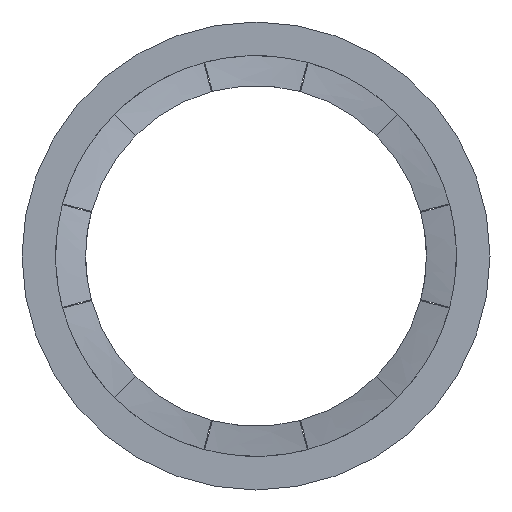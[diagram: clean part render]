
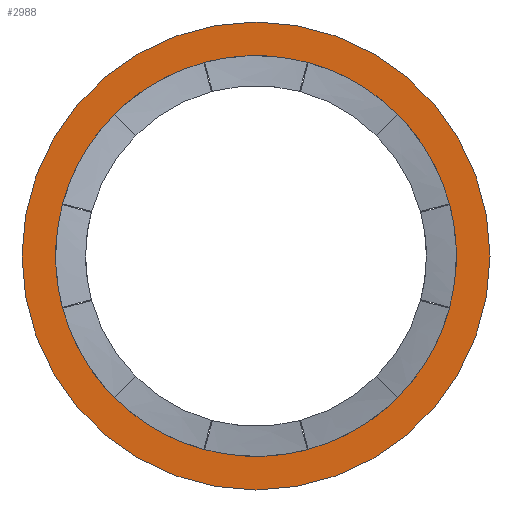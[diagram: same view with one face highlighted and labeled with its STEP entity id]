
A CAD part, left-side view. The second image highlights one B-rep face of the part: STEP entity #2988.
In plain terms, the highlighted planar face has unit normal (-1, 0, 0).
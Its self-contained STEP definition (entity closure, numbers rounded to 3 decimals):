
#72=CARTESIAN_POINT('',(15.47,6.25,6.25));
#73=VERTEX_POINT('',#72);
#98=CARTESIAN_POINT('',(15.47,-6.25,6.25));
#99=VERTEX_POINT('',#98);
#106=CARTESIAN_POINT('',(15.47,0.,0.));
#107=VERTEX_POINT('',#106);
#108=CARTESIAN_POINT('',(15.47,0.,6.25));
#109=DIRECTION('',(1.0,0.0,0.0));
#110=DIRECTION('',(0.0,1.0,0.0));
#111=AXIS2_PLACEMENT_3D('',#108,#109,#110);
#112=CIRCLE('',#111,6.25);
#113=EDGE_CURVE('',#99,#107,#112,.T.);
#115=CARTESIAN_POINT('',(15.47,0.,6.25));
#116=DIRECTION('',(1.0,0.0,0.0));
#117=DIRECTION('',(0.0,1.0,0.0));
#118=AXIS2_PLACEMENT_3D('',#115,#116,#117);
#119=CIRCLE('',#118,6.25);
#120=EDGE_CURVE('',#107,#73,#119,.T.);
#131=CARTESIAN_POINT('',(15.47,0.,6.25));
#132=DIRECTION('',(1.0,0.0,0.0));
#133=DIRECTION('',(0.0,1.0,0.0));
#134=AXIS2_PLACEMENT_3D('',#131,#132,#133);
#135=CIRCLE('',#134,6.25);
#136=EDGE_CURVE('',#73,#99,#135,.T.);
#154=CARTESIAN_POINT('',(15.47,5.165,7.644));
#155=VERTEX_POINT('',#154);
#156=CARTESIAN_POINT('',(15.47,5.343,5.983));
#157=VERTEX_POINT('',#156);
#158=CARTESIAN_POINT('',(15.47,0.,6.25));
#159=DIRECTION('',(-1.0,0.0,0.0));
#160=DIRECTION('',(0.0,1.0,0.0));
#161=AXIS2_PLACEMENT_3D('',#158,#159,#160);
#162=CIRCLE('',#161,5.35);
#163=EDGE_CURVE('',#155,#157,#162,.T.);
#249=CARTESIAN_POINT('',(15.47,5.17,4.874));
#250=VERTEX_POINT('',#249);
#257=CARTESIAN_POINT('',(15.47,4.494,3.347));
#258=VERTEX_POINT('',#257);
#259=CARTESIAN_POINT('',(15.47,0.,6.25));
#260=DIRECTION('',(-1.0,0.0,0.0));
#261=DIRECTION('',(0.0,1.0,0.0));
#262=AXIS2_PLACEMENT_3D('',#259,#260,#261);
#263=CIRCLE('',#262,5.35);
#264=EDGE_CURVE('',#250,#258,#263,.T.);
#368=CARTESIAN_POINT('',(15.47,-5.165,4.856));
#369=VERTEX_POINT('',#368);
#376=CARTESIAN_POINT('',(15.47,-5.343,6.517));
#377=VERTEX_POINT('',#376);
#378=CARTESIAN_POINT('',(15.47,0.,6.25));
#379=DIRECTION('',(-1.0,0.0,0.0));
#380=DIRECTION('',(0.0,1.0,0.0));
#381=AXIS2_PLACEMENT_3D('',#378,#379,#380);
#382=CIRCLE('',#381,5.35);
#383=EDGE_CURVE('',#369,#377,#382,.T.);
#431=CARTESIAN_POINT('',(15.47,-5.17,7.626));
#432=VERTEX_POINT('',#431);
#439=CARTESIAN_POINT('',(15.47,-4.494,9.153));
#440=VERTEX_POINT('',#439);
#441=CARTESIAN_POINT('',(15.47,0.,6.25));
#442=DIRECTION('',(-1.0,0.0,0.0));
#443=DIRECTION('',(0.0,1.0,0.0));
#444=AXIS2_PLACEMENT_3D('',#441,#442,#443);
#445=CIRCLE('',#444,5.35);
#446=EDGE_CURVE('',#432,#440,#445,.T.);
#1190=CARTESIAN_POINT('',(15.47,-2.44,11.011));
#1191=VERTEX_POINT('',#1190);
#1288=CARTESIAN_POINT('',(15.47,0.267,11.593));
#1289=VERTEX_POINT('',#1288);
#1386=CARTESIAN_POINT('',(15.47,2.903,10.744));
#1387=VERTEX_POINT('',#1386);
#1484=CARTESIAN_POINT('',(15.47,4.761,8.69));
#1485=VERTEX_POINT('',#1484);
#1725=CARTESIAN_POINT('',(15.47,2.44,1.489));
#1726=VERTEX_POINT('',#1725);
#1823=CARTESIAN_POINT('',(15.47,-0.267,0.907));
#1824=VERTEX_POINT('',#1823);
#1921=CARTESIAN_POINT('',(15.47,-2.903,1.756));
#1922=VERTEX_POINT('',#1921);
#2019=CARTESIAN_POINT('',(15.47,-4.761,3.81));
#2020=VERTEX_POINT('',#2019);
#2636=CARTESIAN_POINT('',(15.47,0.,6.25));
#2637=DIRECTION('',(1.0,0.0,0.0));
#2638=DIRECTION('',(0.0,0.0,-1.0));
#2639=AXIS2_PLACEMENT_3D('',#2636,#2637,#2638);
#2640=CIRCLE('',#2639,5.35);
#2641=EDGE_CURVE('',#432,#377,#2640,.T.);
#2652=CARTESIAN_POINT('',(15.47,0.,6.25));
#2653=DIRECTION('',(1.0,0.0,0.0));
#2654=DIRECTION('',(0.0,0.0,-1.0));
#2655=AXIS2_PLACEMENT_3D('',#2652,#2653,#2654);
#2656=CIRCLE('',#2655,5.35);
#2657=EDGE_CURVE('',#369,#2020,#2656,.T.);
#2673=CARTESIAN_POINT('',(15.47,-3.79,10.026));
#2674=VERTEX_POINT('',#2673);
#2682=CARTESIAN_POINT('',(15.47,0.,6.25));
#2683=DIRECTION('',(1.0,0.0,0.0));
#2684=DIRECTION('',(0.0,0.0,-1.0));
#2685=AXIS2_PLACEMENT_3D('',#2682,#2683,#2684);
#2686=CIRCLE('',#2685,5.35);
#2687=EDGE_CURVE('',#2674,#440,#2686,.T.);
#2698=CARTESIAN_POINT('',(15.47,-1.394,11.415));
#2699=VERTEX_POINT('',#2698);
#2700=CARTESIAN_POINT('',(15.47,0.,6.25));
#2701=DIRECTION('',(1.0,0.0,0.0));
#2702=DIRECTION('',(0.0,0.0,-1.0));
#2703=AXIS2_PLACEMENT_3D('',#2700,#2701,#2702);
#2704=CIRCLE('',#2703,5.35);
#2705=EDGE_CURVE('',#2699,#1191,#2704,.T.);
#2721=CARTESIAN_POINT('',(15.47,-3.776,2.46));
#2722=VERTEX_POINT('',#2721);
#2730=CARTESIAN_POINT('',(15.47,0.,6.25));
#2731=DIRECTION('',(1.0,0.0,0.0));
#2732=DIRECTION('',(0.0,0.0,-1.0));
#2733=AXIS2_PLACEMENT_3D('',#2730,#2731,#2732);
#2734=CIRCLE('',#2733,5.35);
#2735=EDGE_CURVE('',#2722,#1922,#2734,.T.);
#2745=CARTESIAN_POINT('',(15.47,-1.376,1.08));
#2746=VERTEX_POINT('',#2745);
#2754=CARTESIAN_POINT('',(15.47,0.,6.25));
#2755=DIRECTION('',(1.0,0.0,0.0));
#2756=DIRECTION('',(0.0,0.0,-1.0));
#2757=AXIS2_PLACEMENT_3D('',#2754,#2755,#2756);
#2758=CIRCLE('',#2757,5.35);
#2759=EDGE_CURVE('',#2746,#1824,#2758,.T.);
#2769=CARTESIAN_POINT('',(15.47,1.376,11.42));
#2770=VERTEX_POINT('',#2769);
#2778=CARTESIAN_POINT('',(15.47,0.,6.25));
#2779=DIRECTION('',(1.0,0.0,0.0));
#2780=DIRECTION('',(0.0,0.0,-1.0));
#2781=AXIS2_PLACEMENT_3D('',#2778,#2779,#2780);
#2782=CIRCLE('',#2781,5.35);
#2783=EDGE_CURVE('',#2770,#1289,#2782,.T.);
#2794=CARTESIAN_POINT('',(15.47,3.776,10.04));
#2795=VERTEX_POINT('',#2794);
#2796=CARTESIAN_POINT('',(15.47,0.,6.25));
#2797=DIRECTION('',(1.0,0.0,0.0));
#2798=DIRECTION('',(0.0,0.0,-1.0));
#2799=AXIS2_PLACEMENT_3D('',#2796,#2797,#2798);
#2800=CIRCLE('',#2799,5.35);
#2801=EDGE_CURVE('',#2795,#1387,#2800,.T.);
#2817=CARTESIAN_POINT('',(15.47,1.394,1.085));
#2818=VERTEX_POINT('',#2817);
#2826=CARTESIAN_POINT('',(15.47,0.,6.25));
#2827=DIRECTION('',(1.0,0.0,0.0));
#2828=DIRECTION('',(0.0,0.0,-1.0));
#2829=AXIS2_PLACEMENT_3D('',#2826,#2827,#2828);
#2830=CIRCLE('',#2829,5.35);
#2831=EDGE_CURVE('',#2818,#1726,#2830,.T.);
#2842=CARTESIAN_POINT('',(15.47,0.,6.25));
#2843=DIRECTION('',(1.0,0.0,0.0));
#2844=DIRECTION('',(0.0,0.0,-1.0));
#2845=AXIS2_PLACEMENT_3D('',#2842,#2843,#2844);
#2846=CIRCLE('',#2845,5.35);
#2847=EDGE_CURVE('',#155,#1485,#2846,.T.);
#2864=CARTESIAN_POINT('',(15.47,0.,6.25));
#2865=DIRECTION('',(1.0,0.0,0.0));
#2866=DIRECTION('',(0.0,0.0,-1.0));
#2867=AXIS2_PLACEMENT_3D('',#2864,#2865,#2866);
#2868=CIRCLE('',#2867,5.35);
#2869=EDGE_CURVE('',#250,#157,#2868,.T.);
#2885=CARTESIAN_POINT('',(15.47,3.79,2.474));
#2886=VERTEX_POINT('',#2885);
#2894=CARTESIAN_POINT('',(15.47,0.,6.25));
#2895=DIRECTION('',(1.0,0.0,0.0));
#2896=DIRECTION('',(0.0,0.0,-1.0));
#2897=AXIS2_PLACEMENT_3D('',#2894,#2895,#2896);
#2898=CIRCLE('',#2897,5.35);
#2899=EDGE_CURVE('',#2886,#258,#2898,.T.);
#2904=CARTESIAN_POINT('',(15.47,6.875,13.125));
#2905=DIRECTION('',(1.0,0.0,0.0));
#2906=DIRECTION('',(0.0,1.0,0.0));
#2907=AXIS2_PLACEMENT_3D('',#2904,#2905,#2906);
#2908=PLANE('',#2907);
#2909=ORIENTED_EDGE('',*,*,#120,.F.);
#2910=ORIENTED_EDGE('',*,*,#113,.F.);
#2911=ORIENTED_EDGE('',*,*,#136,.F.);
#2912=EDGE_LOOP('',(#2909,#2910,#2911));
#2913=FACE_OUTER_BOUND('',#2912,.T.);
#2914=CARTESIAN_POINT('',(15.47,0.,6.25));
#2915=DIRECTION('',(-1.0,0.0,0.0));
#2916=DIRECTION('',(0.0,1.0,0.0));
#2917=AXIS2_PLACEMENT_3D('',#2914,#2915,#2916);
#2918=CIRCLE('',#2917,5.35);
#2919=EDGE_CURVE('',#2818,#1824,#2918,.T.);
#2920=ORIENTED_EDGE('',*,*,#2919,.F.);
#2921=ORIENTED_EDGE('',*,*,#2831,.T.);
#2922=CARTESIAN_POINT('',(15.47,0.,6.25));
#2923=DIRECTION('',(-1.0,0.0,0.0));
#2924=DIRECTION('',(0.0,1.0,0.0));
#2925=AXIS2_PLACEMENT_3D('',#2922,#2923,#2924);
#2926=CIRCLE('',#2925,5.35);
#2927=EDGE_CURVE('',#2886,#1726,#2926,.T.);
#2928=ORIENTED_EDGE('',*,*,#2927,.F.);
#2929=ORIENTED_EDGE('',*,*,#2899,.T.);
#2930=ORIENTED_EDGE('',*,*,#264,.F.);
#2931=ORIENTED_EDGE('',*,*,#2869,.T.);
#2932=ORIENTED_EDGE('',*,*,#163,.F.);
#2933=ORIENTED_EDGE('',*,*,#2847,.T.);
#2934=CARTESIAN_POINT('',(15.47,0.,6.25));
#2935=DIRECTION('',(-1.0,0.0,0.0));
#2936=DIRECTION('',(0.0,1.0,0.0));
#2937=AXIS2_PLACEMENT_3D('',#2934,#2935,#2936);
#2938=CIRCLE('',#2937,5.35);
#2939=EDGE_CURVE('',#2795,#1485,#2938,.T.);
#2940=ORIENTED_EDGE('',*,*,#2939,.F.);
#2941=ORIENTED_EDGE('',*,*,#2801,.T.);
#2942=CARTESIAN_POINT('',(15.47,0.,6.25));
#2943=DIRECTION('',(-1.0,0.0,0.0));
#2944=DIRECTION('',(0.0,1.0,0.0));
#2945=AXIS2_PLACEMENT_3D('',#2942,#2943,#2944);
#2946=CIRCLE('',#2945,5.35);
#2947=EDGE_CURVE('',#2770,#1387,#2946,.T.);
#2948=ORIENTED_EDGE('',*,*,#2947,.F.);
#2949=ORIENTED_EDGE('',*,*,#2783,.T.);
#2950=CARTESIAN_POINT('',(15.47,0.,6.25));
#2951=DIRECTION('',(-1.0,0.0,0.0));
#2952=DIRECTION('',(0.0,1.0,0.0));
#2953=AXIS2_PLACEMENT_3D('',#2950,#2951,#2952);
#2954=CIRCLE('',#2953,5.35);
#2955=EDGE_CURVE('',#2699,#1289,#2954,.T.);
#2956=ORIENTED_EDGE('',*,*,#2955,.F.);
#2957=ORIENTED_EDGE('',*,*,#2705,.T.);
#2958=CARTESIAN_POINT('',(15.47,0.,6.25));
#2959=DIRECTION('',(-1.0,0.0,0.0));
#2960=DIRECTION('',(0.0,1.0,0.0));
#2961=AXIS2_PLACEMENT_3D('',#2958,#2959,#2960);
#2962=CIRCLE('',#2961,5.35);
#2963=EDGE_CURVE('',#2674,#1191,#2962,.T.);
#2964=ORIENTED_EDGE('',*,*,#2963,.F.);
#2965=ORIENTED_EDGE('',*,*,#2687,.T.);
#2966=ORIENTED_EDGE('',*,*,#446,.F.);
#2967=ORIENTED_EDGE('',*,*,#2641,.T.);
#2968=ORIENTED_EDGE('',*,*,#383,.F.);
#2969=ORIENTED_EDGE('',*,*,#2657,.T.);
#2970=CARTESIAN_POINT('',(15.47,0.,6.25));
#2971=DIRECTION('',(-1.0,0.0,0.0));
#2972=DIRECTION('',(0.0,1.0,0.0));
#2973=AXIS2_PLACEMENT_3D('',#2970,#2971,#2972);
#2974=CIRCLE('',#2973,5.35);
#2975=EDGE_CURVE('',#2722,#2020,#2974,.T.);
#2976=ORIENTED_EDGE('',*,*,#2975,.F.);
#2977=ORIENTED_EDGE('',*,*,#2735,.T.);
#2978=CARTESIAN_POINT('',(15.47,0.,6.25));
#2979=DIRECTION('',(-1.0,0.0,0.0));
#2980=DIRECTION('',(0.0,1.0,0.0));
#2981=AXIS2_PLACEMENT_3D('',#2978,#2979,#2980);
#2982=CIRCLE('',#2981,5.35);
#2983=EDGE_CURVE('',#2746,#1922,#2982,.T.);
#2984=ORIENTED_EDGE('',*,*,#2983,.F.);
#2985=ORIENTED_EDGE('',*,*,#2759,.T.);
#2986=EDGE_LOOP('',(#2920,#2921,#2928,#2929,#2930,#2931,#2932,#2933,#2940,#2941,#2948,#2949,#2956,#2957,#2964,#2965,#2966,#2967,#2968,#2969,#2976,#2977,#2984,#2985));
#2987=FACE_BOUND('',#2986,.T.);
#2988=ADVANCED_FACE('',(#2913,#2987),#2908,.F.);
